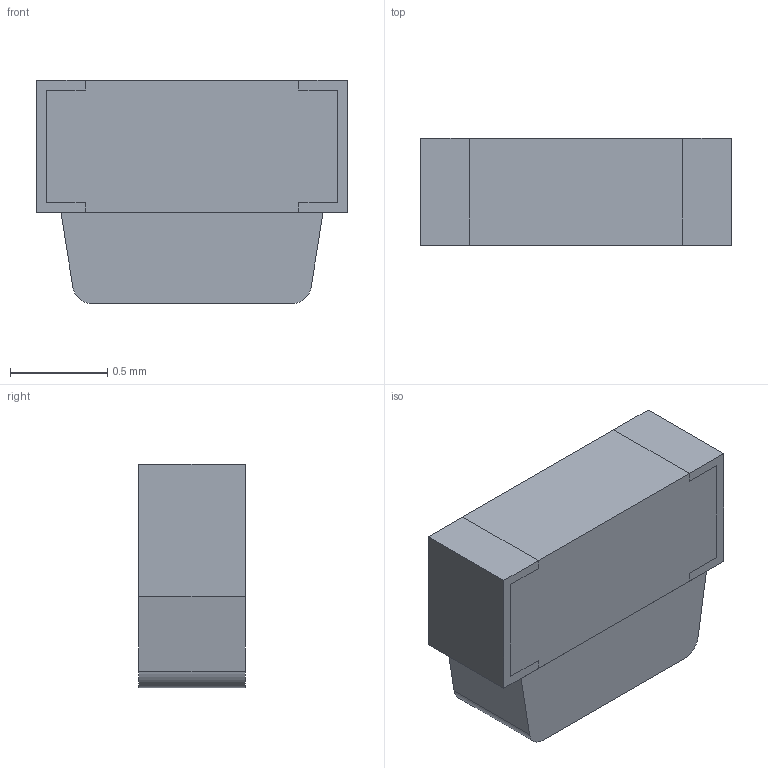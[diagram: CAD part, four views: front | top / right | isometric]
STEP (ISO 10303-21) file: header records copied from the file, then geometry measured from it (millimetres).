
FILE_DESCRIPTION (( 'STEP AP214' ), '1' );
FILE_NAME ('LED SMD Side View Yellow 1.6x1.15x0.55.STEP', '2011-09-07T08:55:57', ( 'Master' ), ( '' ), 'SwSTEP 2.0', 'SolidWorks 2010', '' );
FILE_SCHEMA (( 'AUTOMOTIVE_DESIGN' ));
Length unit declared in the file: millimetre
Products named in the file (1): LED SMD Side View Yellow 1.6x1.15x0.55
Bounding box: 1.6 x 0.55 x 1.15 mm (x, y, z)
Volume: 0.9 mm3; surface area: 10.1 mm2
Topology: 4 solids, 4 shells, 42 faces, 102 edges, 68 vertices
Faces by surface type: plane 40, cylinder 2
Entity records: 1579 total; most frequent: CARTESIAN_POINT 213, ORIENTED_EDGE 204, DIRECTION 192, EDGE_CURVE 102, LINE 98, VECTOR 98, VERTEX_POINT 68, AXIS2_PLACEMENT_3D 47
